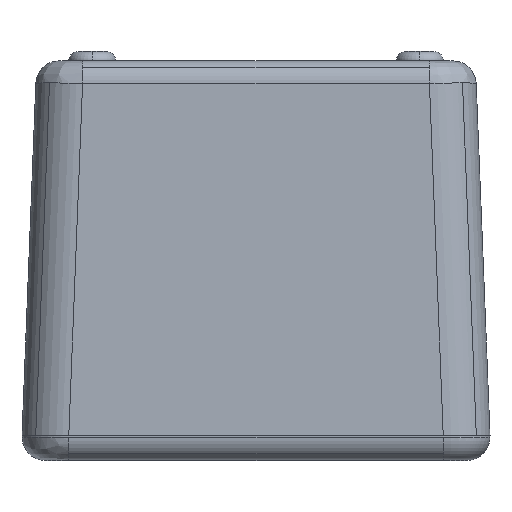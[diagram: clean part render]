
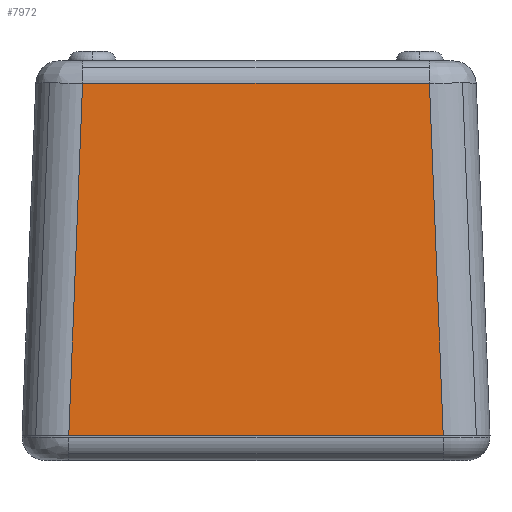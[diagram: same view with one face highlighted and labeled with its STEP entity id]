
A CAD part, left-side view. The second image highlights one B-rep face of the part: STEP entity #7972.
In plain terms, the highlighted planar face has unit normal (-0.999, 0, 0.039).
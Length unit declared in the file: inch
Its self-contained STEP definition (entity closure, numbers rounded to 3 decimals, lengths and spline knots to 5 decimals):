
#236=CARTESIAN_POINT('',(-2.5,1.00019,-1.0));
#237=VERTEX_POINT('',#236);
#245=CARTESIAN_POINT('',(-2.42614,0.92633,0.87991));
#246=VERTEX_POINT('',#245);
#247=CARTESIAN_POINT('',(-2.5,1.00019,-1.0));
#248=DIRECTION('',(0.039,-0.039,0.998));
#249=VECTOR('',#248,1.88281);
#250=LINE('',#247,#249);
#251=EDGE_CURVE('',#237,#246,#250,.T.);
#320=CARTESIAN_POINT('',(-2.42614,-0.92633,0.87991));
#321=VERTEX_POINT('',#320);
#329=CARTESIAN_POINT('',(-2.5,-1.00019,-1.0));
#330=VERTEX_POINT('',#329);
#331=CARTESIAN_POINT('',(-2.42614,-0.92633,0.87991));
#332=DIRECTION('',(-0.039,-0.039,-0.998));
#333=VECTOR('',#332,1.88281);
#334=LINE('',#331,#333);
#335=EDGE_CURVE('',#321,#330,#334,.T.);
#7895=CARTESIAN_POINT('',(-2.42614,0.92633,0.87991));
#7896=DIRECTION('',(0.0,-1.0,0.0));
#7897=VECTOR('',#7896,1.85266);
#7898=LINE('',#7895,#7897);
#7899=EDGE_CURVE('',#246,#321,#7898,.T.);
#7956=CARTESIAN_POINT('',(-2.46074,-1.25,-0.00077));
#7957=DIRECTION('',(-0.999,0.0,0.039));
#7958=DIRECTION('',(0.039,0.0,0.999));
#7959=AXIS2_PLACEMENT_3D('',#7956,#7957,#7958);
#7960=PLANE('',#7959);
#7961=ORIENTED_EDGE('',*,*,#335,.F.);
#7962=ORIENTED_EDGE('',*,*,#7899,.F.);
#7963=ORIENTED_EDGE('',*,*,#251,.F.);
#7964=CARTESIAN_POINT('',(-2.5,1.00019,-1.0));
#7965=DIRECTION('',(0.0,-1.0,0.0));
#7966=VECTOR('',#7965,2.00039);
#7967=LINE('',#7964,#7966);
#7968=EDGE_CURVE('',#237,#330,#7967,.T.);
#7969=ORIENTED_EDGE('',*,*,#7968,.T.);
#7970=EDGE_LOOP('',(#7961,#7962,#7963,#7969));
#7971=FACE_OUTER_BOUND('',#7970,.T.);
#7972=ADVANCED_FACE('',(#7971),#7960,.T.);
